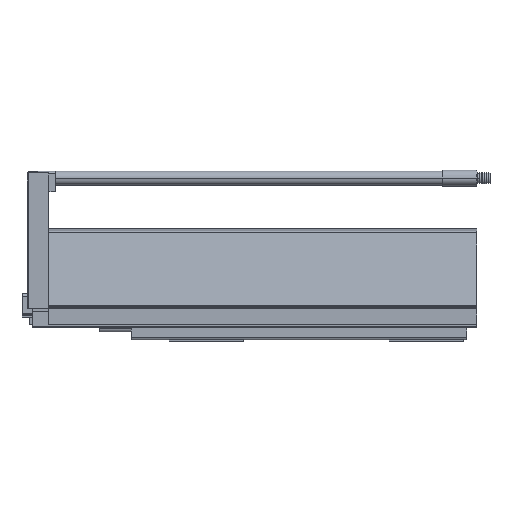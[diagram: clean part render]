
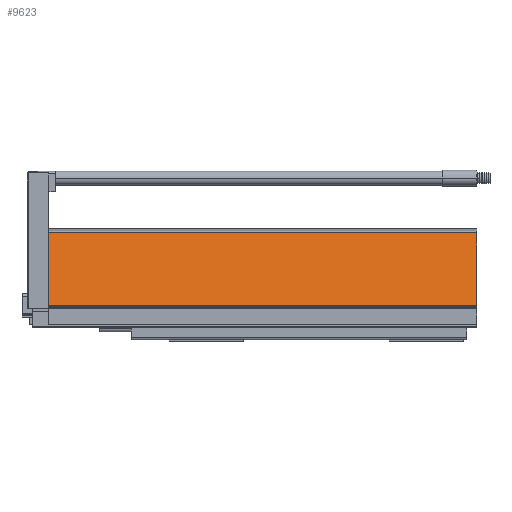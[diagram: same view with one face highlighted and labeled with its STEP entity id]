
A CAD part, top view. The second image highlights one B-rep face of the part: STEP entity #9623.
In plain terms, the highlighted planar face has unit normal (0, 0.208, 0.978).
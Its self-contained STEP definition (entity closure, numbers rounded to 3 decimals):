
#124 = VERTEX_POINT ( 'NONE', #1247 ) ;
#1247 = CARTESIAN_POINT ( 'NONE',  ( 0., 17.084, 34.466 ) ) ;
#1519 = VECTOR ( 'NONE', #7319, 1000. ) ;
#1964 = LINE ( 'NONE', #2088, #1519 ) ;
#2055 = ORIENTED_EDGE ( 'NONE', *, *, #7782, .F. ) ;
#2088 = CARTESIAN_POINT ( 'NONE',  ( 0., 17.084, 34.466 ) ) ;
#2411 = EDGE_CURVE ( 'NONE', #10849, #124, #7702, .T. ) ;
#3112 = DIRECTION ( 'NONE',  ( 0., 0.208, 0.978 ) ) ;
#3165 = DIRECTION ( 'NONE',  ( 0., -0.978, 0.208 ) ) ;
#3285 = VECTOR ( 'NONE', #10465, 1000. ) ;
#3700 = CARTESIAN_POINT ( 'NONE',  ( -375.5, 80.422, 21.003 ) ) ;
#3836 = ORIENTED_EDGE ( 'NONE', *, *, #2411, .F. ) ;
#4015 = FACE_OUTER_BOUND ( 'NONE', #5668, .T. ) ;
#4107 = VERTEX_POINT ( 'NONE', #4321 ) ;
#4321 = CARTESIAN_POINT ( 'NONE',  ( -375.5, 80.422, 21.003 ) ) ;
#4500 = VERTEX_POINT ( 'NONE', #5040 ) ;
#4794 = VECTOR ( 'NONE', #10666, 1000. ) ;
#5032 = PLANE ( 'NONE',  #9211 ) ;
#5040 = CARTESIAN_POINT ( 'NONE',  ( -375.5, 17.084, 34.466 ) ) ;
#5069 = LINE ( 'NONE', #9720, #3285 ) ;
#5668 = EDGE_LOOP ( 'NONE', ( #2055, #6479, #7990, #3836 ) ) ;
#6479 = ORIENTED_EDGE ( 'NONE', *, *, #6935, .T. ) ;
#6808 = CARTESIAN_POINT ( 'NONE',  ( 0., 80.422, 21.003 ) ) ;
#6935 = EDGE_CURVE ( 'NONE', #4107, #4500, #10114, .T. ) ;
#7319 = DIRECTION ( 'NONE',  ( 1., 0., 0. ) ) ;
#7321 = DIRECTION ( 'NONE',  ( 0., -0.978, 0.208 ) ) ;
#7702 = LINE ( 'NONE', #6808, #4794 ) ;
#7782 = EDGE_CURVE ( 'NONE', #4107, #10849, #5069, .T. ) ;
#7990 = ORIENTED_EDGE ( 'NONE', *, *, #10584, .T. ) ;
#8469 = VECTOR ( 'NONE', #7321, 1000. ) ;
#9211 = AXIS2_PLACEMENT_3D ( 'NONE', #11438, #3112, #3165 ) ;
#9623 = ADVANCED_FACE ( 'NONE', ( #4015 ), #5032, .T. ) ;
#9720 = CARTESIAN_POINT ( 'NONE',  ( -392., 80.422, 21.003 ) ) ;
#9959 = CARTESIAN_POINT ( 'NONE',  ( 0., 80.422, 21.003 ) ) ;
#10114 = LINE ( 'NONE', #3700, #8469 ) ;
#10465 = DIRECTION ( 'NONE',  ( 1., 0., 0. ) ) ;
#10584 = EDGE_CURVE ( 'NONE', #4500, #124, #1964, .T. ) ;
#10666 = DIRECTION ( 'NONE',  ( 0., -0.978, 0.208 ) ) ;
#10849 = VERTEX_POINT ( 'NONE', #9959 ) ;
#11438 = CARTESIAN_POINT ( 'NONE',  ( -392., 80.422, 21.003 ) ) ;
